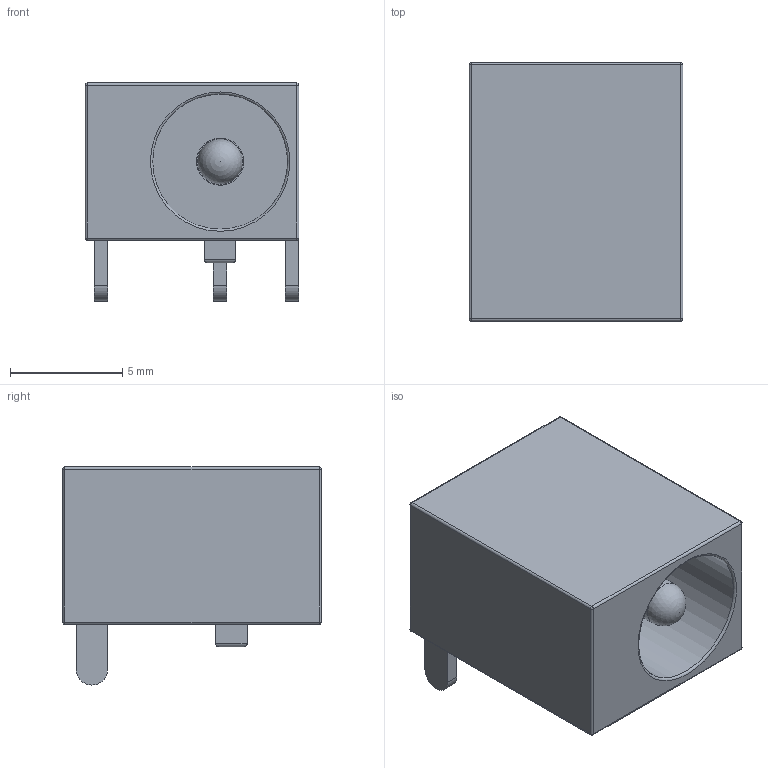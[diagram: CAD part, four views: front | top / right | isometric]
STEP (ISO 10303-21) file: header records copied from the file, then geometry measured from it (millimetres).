
FILE_DESCRIPTION(/* description */ (''),/* implementation_level */ '2;1');
FILE_NAME(/* name */ 'DC-044.step',/* time_stamp */ '2019-01-23T20:07:22+01:00',/* author */ (''),/* organization */ (''),/* preprocessor_version */ 'ST-DEVELOPER v17.2',/* originating_system */ 'Autodesk Translation Framework v7.6.0.251',/* authorisation */ '');
FILE_SCHEMA (('AUTOMOTIVE_DESIGN { 1 0 10303 214 3 1 1 }'));
Length unit declared in the file: millimetre
Products named in the file (1): DC-044
Bounding box: 9.5 x 11.5 x 9.7 mm (x, y, z)
Volume: 557.8 mm3; surface area: 889.5 mm2
Topology: 4 solids, 4 shells, 111 faces, 243 edges, 143 vertices
Faces by surface type: cylinder 49, plane 47, sphere 14, torus 1
Full cylindrical faces by diameter (mm): 2 x1, 2.1 x2, 2.5 x1, 6 x1
Entity records: 3027 total; most frequent: DIRECTION 556, CARTESIAN_POINT 497, ORIENTED_EDGE 484, EDGE_CURVE 242, AXIS2_PLACEMENT_3D 202, LINE 152, VECTOR 152, VERTEX_POINT 143
